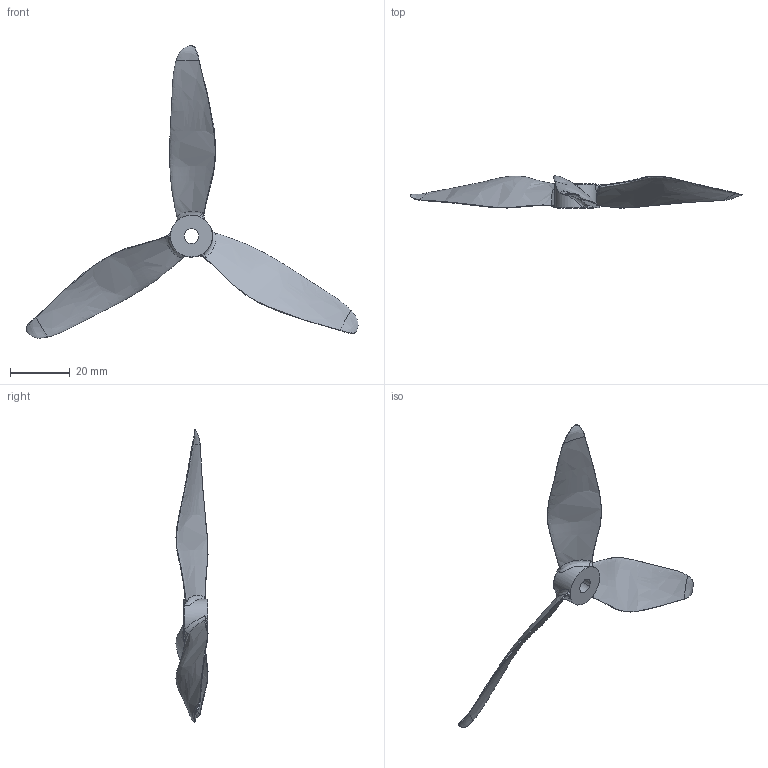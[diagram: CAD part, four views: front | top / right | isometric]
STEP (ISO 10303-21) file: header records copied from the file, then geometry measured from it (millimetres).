
FILE_DESCRIPTION (( 'STEP AP214' ), '1' );
FILE_NAME ('5x4x3.STEP', '2020-11-12T18:29:39', ( '' ), ( '' ), 'SwSTEP 2.0', 'SolidWorks 2014', '' );
FILE_SCHEMA (( 'AUTOMOTIVE_DESIGN' ));
Length unit declared in the file: millimetre
Products named in the file (1): 5x4x3
Bounding box: 110.77 x 10.69 x 97.53 mm (x, y, z)
Volume: 3497.3 mm3; surface area: 5554.3 mm2
Topology: 1 solids, 1 shells, 196 faces, 477 edges, 289 vertices
Faces by surface type: plane 103, bspline 83, cylinder 5, torus 3, cone 2
Entity records: 15943 total; most frequent: CARTESIAN_POINT 11970, ORIENTED_EDGE 954, DIRECTION 554, EDGE_CURVE 477, VERTEX_POINT 289, LINE 256, VECTOR 256, EDGE_LOOP 204
